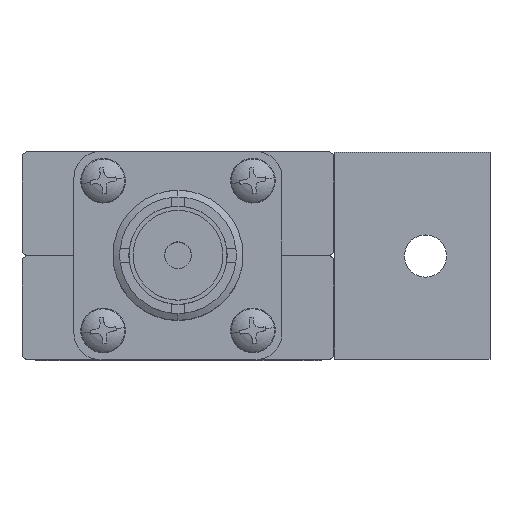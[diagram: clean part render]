
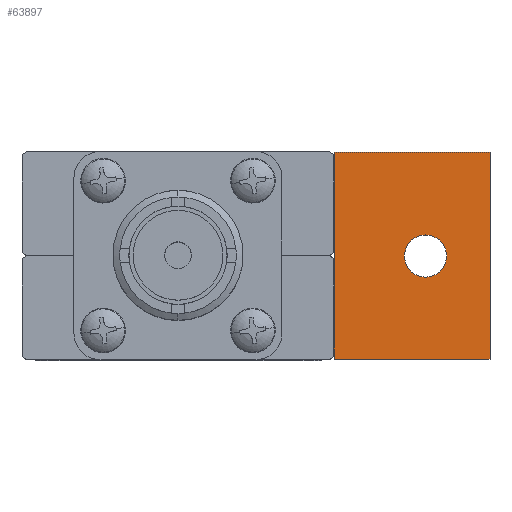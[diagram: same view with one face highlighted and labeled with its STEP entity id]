
A CAD part, top view. The second image highlights one B-rep face of the part: STEP entity #63897.
In plain terms, the highlighted face is planar.
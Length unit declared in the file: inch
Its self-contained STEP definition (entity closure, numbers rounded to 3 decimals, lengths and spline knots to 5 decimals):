
#112 = AXIS2_PLACEMENT_3D ( 'NONE', #92067, #35538, #52765 ) ;
#426 = LINE ( 'NONE', #9072, #48813 ) ;
#7421 = LINE ( 'NONE', #31688, #68541 ) ;
#9072 = CARTESIAN_POINT ( 'NONE',  ( -0.63, -0.12, 0.4975 ) ) ;
#9534 = DIRECTION ( 'NONE',  ( 0., -1., 0. ) ) ;
#10670 = DIRECTION ( 'NONE',  ( 0., 0., -1. ) ) ;
#11219 = PLANE ( 'NONE',  #112 ) ;
#12767 = CARTESIAN_POINT ( 'NONE',  ( -0.32, -0.12, -0.099 ) ) ;
#14367 = VERTEX_POINT ( 'NONE', #27837 ) ;
#14740 = AXIS2_PLACEMENT_3D ( 'NONE', #26278, #9534, #74242 ) ;
#14808 = VERTEX_POINT ( 'NONE', #26120 ) ;
#23451 = CARTESIAN_POINT ( 'NONE',  ( -0.63, -0.12, -0.4975 ) ) ;
#24746 = EDGE_LOOP ( 'NONE', ( #73809, #67593 ) ) ;
#25294 = CARTESIAN_POINT ( 'NONE',  ( -0.32, -0.12, 0.104 ) ) ;
#26120 = CARTESIAN_POINT ( 'NONE',  ( -0.63, -0.12, 0.4975 ) ) ;
#26278 = CARTESIAN_POINT ( 'NONE',  ( -0.32, -0.12, 0.0025 ) ) ;
#27837 = CARTESIAN_POINT ( 'NONE',  ( 0.12, -0.12, 0.4975 ) ) ;
#28451 = VERTEX_POINT ( 'NONE', #12767 ) ;
#29197 = AXIS2_PLACEMENT_3D ( 'NONE', #103310, #29552, #30079 ) ;
#29552 = DIRECTION ( 'NONE',  ( 0., -1., 0. ) ) ;
#30079 = DIRECTION ( 'NONE',  ( 0., 0., -1. ) ) ;
#31688 = CARTESIAN_POINT ( 'NONE',  ( 0.12, -0.12, -0.4975 ) ) ;
#31742 = LINE ( 'NONE', #56524, #49362 ) ;
#32903 = EDGE_CURVE ( 'NONE', #38318, #80269, #7421, .T. ) ;
#34474 = FACE_BOUND ( 'NONE', #24746, .T. ) ;
#35538 = DIRECTION ( 'NONE',  ( 0., 1., 0. ) ) ;
#36617 = FACE_OUTER_BOUND ( 'NONE', #94825, .T. ) ;
#37837 = CIRCLE ( 'NONE', #29197, 0.1015 ) ;
#38318 = VERTEX_POINT ( 'NONE', #23451 ) ;
#41039 = LINE ( 'NONE', #56643, #106062 ) ;
#41319 = EDGE_CURVE ( 'NONE', #14808, #14367, #31742, .T. ) ;
#43629 = EDGE_CURVE ( 'NONE', #92934, #28451, #37837, .T. ) ;
#43737 = ORIENTED_EDGE ( 'NONE', *, *, #54187, .F. ) ;
#48813 = VECTOR ( 'NONE', #10670, 39.37008 ) ;
#49362 = VECTOR ( 'NONE', #79209, 39.37008 ) ;
#50988 = EDGE_CURVE ( 'NONE', #14808, #38318, #426, .T. ) ;
#52765 = DIRECTION ( 'NONE',  ( 0., 0., 1. ) ) ;
#54187 = EDGE_CURVE ( 'NONE', #14367, #80269, #41039, .T. ) ;
#56524 = CARTESIAN_POINT ( 'NONE',  ( 0.12, -0.12, 0.4975 ) ) ;
#56643 = CARTESIAN_POINT ( 'NONE',  ( 0.12, -0.12, 0.4975 ) ) ;
#63897 = ADVANCED_FACE ( 'NONE', ( #34474, #36617 ), #11219, .F. ) ;
#67593 = ORIENTED_EDGE ( 'NONE', *, *, #43629, .F. ) ;
#68541 = VECTOR ( 'NONE', #99504, 39.37008 ) ;
#73352 = DIRECTION ( 'NONE',  ( 0., 0., -1. ) ) ;
#73809 = ORIENTED_EDGE ( 'NONE', *, *, #87027, .F. ) ;
#74242 = DIRECTION ( 'NONE',  ( 0., 0., -1. ) ) ;
#77488 = ORIENTED_EDGE ( 'NONE', *, *, #32903, .T. ) ;
#79209 = DIRECTION ( 'NONE',  ( 1., 0., 0. ) ) ;
#80269 = VERTEX_POINT ( 'NONE', #96747 ) ;
#87027 = EDGE_CURVE ( 'NONE', #28451, #92934, #104177, .T. ) ;
#92067 = CARTESIAN_POINT ( 'NONE',  ( 0.12, -0.12, 0.4975 ) ) ;
#92934 = VERTEX_POINT ( 'NONE', #25294 ) ;
#94825 = EDGE_LOOP ( 'NONE', ( #77488, #43737, #104759, #103449 ) ) ;
#96747 = CARTESIAN_POINT ( 'NONE',  ( 0.12, -0.12, -0.4975 ) ) ;
#99504 = DIRECTION ( 'NONE',  ( 1., 0., 0. ) ) ;
#103310 = CARTESIAN_POINT ( 'NONE',  ( -0.32, -0.12, 0.0025 ) ) ;
#103449 = ORIENTED_EDGE ( 'NONE', *, *, #50988, .T. ) ;
#104177 = CIRCLE ( 'NONE', #14740, 0.1015 ) ;
#104759 = ORIENTED_EDGE ( 'NONE', *, *, #41319, .F. ) ;
#106062 = VECTOR ( 'NONE', #73352, 39.37008 ) ;
